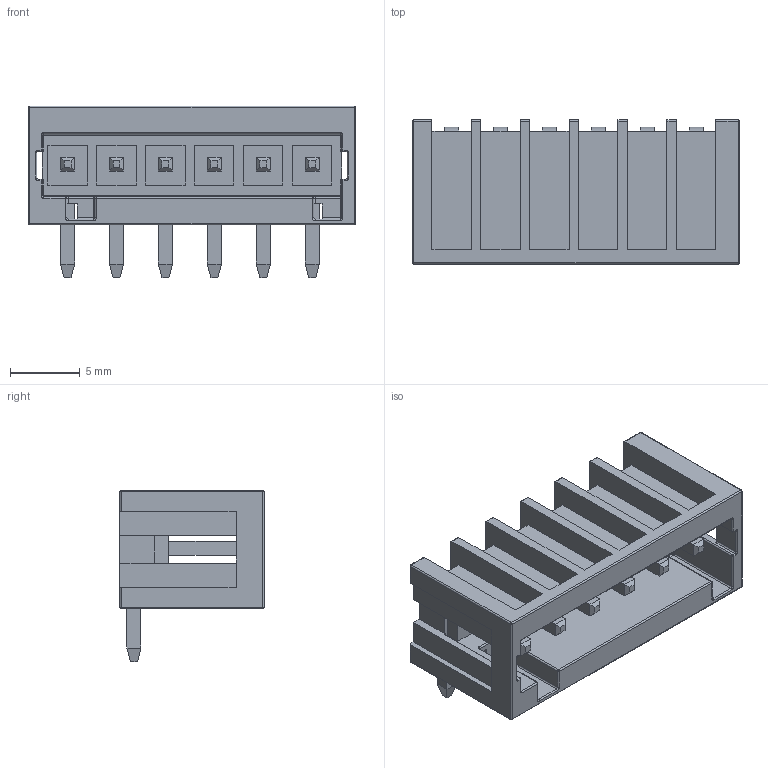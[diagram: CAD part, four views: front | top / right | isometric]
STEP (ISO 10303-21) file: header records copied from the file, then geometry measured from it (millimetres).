
FILE_DESCRIPTION(/* description */ ('model of Wago_734-166_1x06_P3.50mm_Horizontal'),/* implementation_level */ '2;1');
FILE_NAME(/* name */ 'Wago_734-166_1x06_P3.50mm_Horizontal.step',/* time_stamp */ '2020-11-11T11:49:13',/* author */ ('kicad StepUp','ksu'),/* organization */ ('FreeCAD'),/* preprocessor_version */ 'OCC',/* originating_system */ 'kicad StepUp',/* authorisation */ '');
FILE_SCHEMA(('AUTOMOTIVE_DESIGN { 1 0 10303 214 1 1 1 1 }'));
Length unit declared in the file: millimetre
Products named in the file (1): Wago_734_166_1x06_P350mm_Horizontal
Bounding box: 23.4 x 10.3 x 12.3 mm (x, y, z)
Volume: 857.2 mm3; surface area: 2145.4 mm2
Topology: 1 solids, 1 shells, 371 faces, 968 edges, 583 vertices
Faces by surface type: plane 248, cylinder 83, sphere 21, torus 19
Entity records: 13752 total; most frequent: CARTESIAN_POINT 2078, ORIENTED_EDGE 1894, DIRECTION 1868, EDGE_CURVE 947, LINE 754, VECTOR 754, VERTEX_POINT 583, AXIS2_PLACEMENT_3D 557
